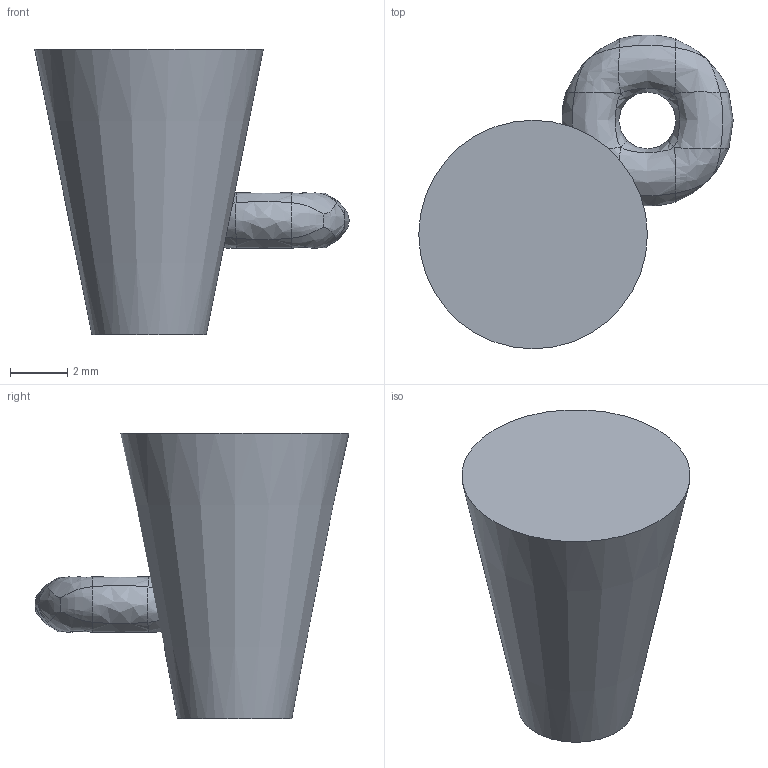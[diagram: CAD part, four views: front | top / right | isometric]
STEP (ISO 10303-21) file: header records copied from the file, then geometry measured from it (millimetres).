
FILE_DESCRIPTION(('FreeCAD Model'),'2;1');
FILE_NAME('./FusionForBoolean.step','2016-02-26T10:13:21',('FreeCAD'),( 'FreeCAD'),'Open CASCADE STEP processor 6.7','FreeCAD','Unknown');
FILE_SCHEMA(('AUTOMOTIVE_DESIGN_CC2 { 1 2 10303 214 -1 1 5 4 }'));
Length unit declared in the file: millimetre
Products named in the file (1): FusionForBoolean
Bounding box: 11 x 10.98 x 10 mm (x, y, z)
Volume: 331.1 mm3; surface area: 330.4 mm2
Topology: 1 solids, 1 shells, 35 faces, 70 edges, 36 vertices
Faces by surface type: bspline 32, plane 2, cone 1
Entity records: 9679 total; most frequent: CARTESIAN_POINT 8433, DIRECTION 145, ORIENTED_EDGE 140, PCURVE 140, DEFINITIONAL_REPRESENTATION 140, LINE 131, VECTOR 131, B_SPLINE_CURVE_WITH_KNOTS 75
